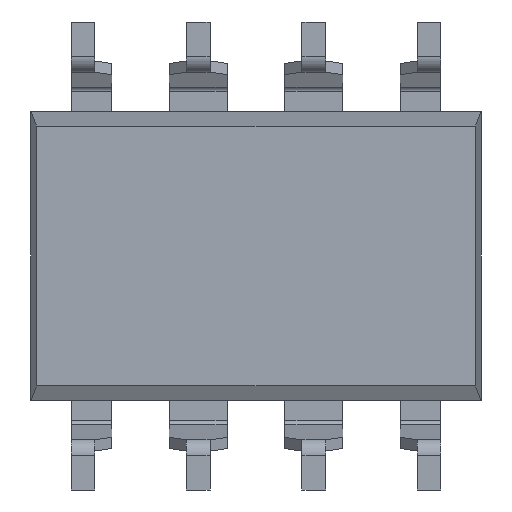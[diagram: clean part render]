
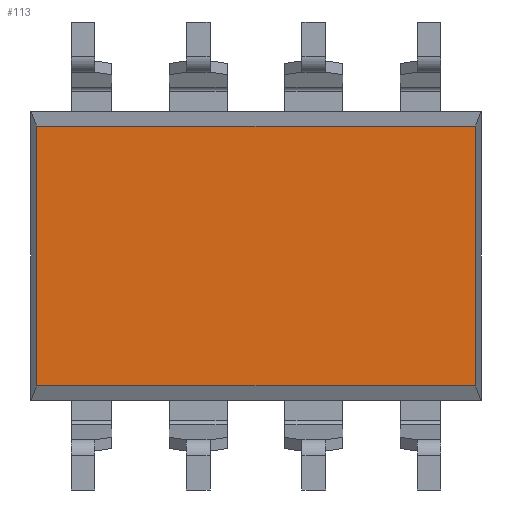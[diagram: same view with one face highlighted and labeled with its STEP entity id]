
A CAD part, front view. The second image highlights one B-rep face of the part: STEP entity #113.
In plain terms, the highlighted planar face has unit normal (0, -1, 0).
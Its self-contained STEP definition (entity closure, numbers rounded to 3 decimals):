
#113 = ADVANCED_FACE ( 'NONE', ( #446 ), #1759, .F. ) ;
#162 = VECTOR ( 'NONE', #950, 1000. ) ;
#330 = EDGE_CURVE ( 'NONE', #619, #1777, #1323, .T. ) ;
#407 = EDGE_CURVE ( 'NONE', #548, #619, #1657, .T. ) ;
#412 = AXIS2_PLACEMENT_3D ( 'NONE', #1291, #1646, #1944 ) ;
#429 = ORIENTED_EDGE ( 'NONE', *, *, #1154, .T. ) ;
#446 = FACE_OUTER_BOUND ( 'NONE', #909, .T. ) ;
#479 = DIRECTION ( 'NONE',  ( 0., 0., 1. ) ) ;
#502 = ORIENTED_EDGE ( 'NONE', *, *, #1951, .T. ) ;
#548 = VERTEX_POINT ( 'NONE', #846 ) ;
#619 = VERTEX_POINT ( 'NONE', #1723 ) ;
#621 = CARTESIAN_POINT ( 'NONE',  ( -4.829, 0.7, 2.861 ) ) ;
#842 = CARTESIAN_POINT ( 'NONE',  ( 4.953, 0.7, 2.861 ) ) ;
#846 = CARTESIAN_POINT ( 'NONE',  ( 4.829, 0.7, -2.861 ) ) ;
#909 = EDGE_LOOP ( 'NONE', ( #502, #1629, #1076, #429 ) ) ;
#950 = DIRECTION ( 'NONE',  ( 0., 0., 1. ) ) ;
#1076 = ORIENTED_EDGE ( 'NONE', *, *, #407, .F. ) ;
#1154 = EDGE_CURVE ( 'NONE', #548, #1259, #1789, .T. ) ;
#1161 = DIRECTION ( 'NONE',  ( -1., 0., 0. ) ) ;
#1259 = VERTEX_POINT ( 'NONE', #1285 ) ;
#1285 = CARTESIAN_POINT ( 'NONE',  ( 4.829, 0.7, 2.861 ) ) ;
#1291 = CARTESIAN_POINT ( 'NONE',  ( 4.953, 0.7, 2.861 ) ) ;
#1313 = CARTESIAN_POINT ( 'NONE',  ( -4.829, 0.7, -3.175 ) ) ;
#1323 = LINE ( 'NONE', #1313, #2024 ) ;
#1461 = CARTESIAN_POINT ( 'NONE',  ( 4.953, 0.7, -2.861 ) ) ;
#1475 = LINE ( 'NONE', #842, #1894 ) ;
#1629 = ORIENTED_EDGE ( 'NONE', *, *, #330, .F. ) ;
#1641 = CARTESIAN_POINT ( 'NONE',  ( 4.829, 0.7, -3.175 ) ) ;
#1646 = DIRECTION ( 'NONE',  ( 0., 1., 0. ) ) ;
#1657 = LINE ( 'NONE', #1461, #2074 ) ;
#1723 = CARTESIAN_POINT ( 'NONE',  ( -4.829, 0.7, -2.861 ) ) ;
#1759 = PLANE ( 'NONE',  #412 ) ;
#1777 = VERTEX_POINT ( 'NONE', #621 ) ;
#1789 = LINE ( 'NONE', #1641, #162 ) ;
#1894 = VECTOR ( 'NONE', #1161, 1000. ) ;
#1944 = DIRECTION ( 'NONE',  ( 0., 0., 1. ) ) ;
#1951 = EDGE_CURVE ( 'NONE', #1259, #1777, #1475, .T. ) ;
#2024 = VECTOR ( 'NONE', #479, 1000. ) ;
#2074 = VECTOR ( 'NONE', #2114, 1000. ) ;
#2114 = DIRECTION ( 'NONE',  ( -1., 0., 0. ) ) ;
